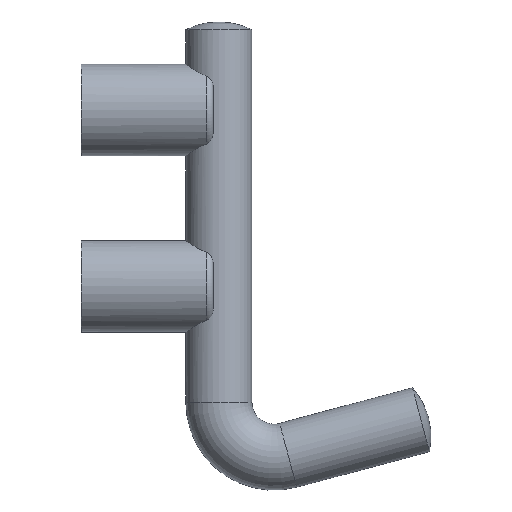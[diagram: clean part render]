
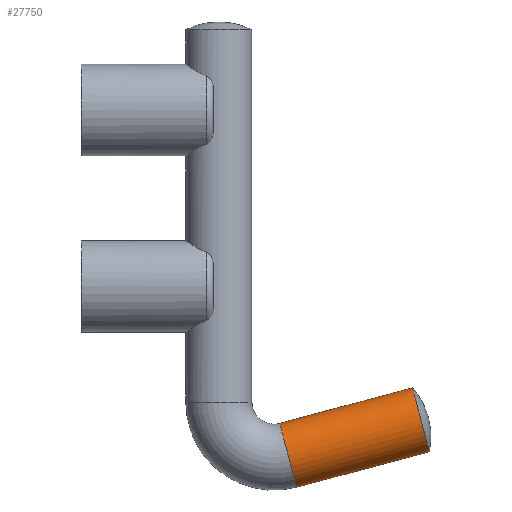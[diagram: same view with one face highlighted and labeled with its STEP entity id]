
A CAD part, top view. The second image highlights one B-rep face of the part: STEP entity #27750.
In plain terms, the highlighted cylindrical face has radius 6 mm (diameter 12 mm), a partial arc.
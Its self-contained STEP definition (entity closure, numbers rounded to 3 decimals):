
#24100=CARTESIAN_POINT('',(14.141,0.545,
0.));
#24110=VERTEX_POINT('',#24100);
#24200=CARTESIAN_POINT('',(11.035,12.136,0.));
#24210=VERTEX_POINT('',#24200);
#24240=CARTESIAN_POINT('',(12.588,6.341,0.));
#24250=DIRECTION('',(-0.966,-0.259,-0.));
#24260=DIRECTION('',(-0.259,0.966,0.));
#24270=AXIS2_PLACEMENT_3D('',#24240,#24250,#24260);
#24280=CIRCLE('',#24270,6.);
#24290=EDGE_CURVE('',#24110,#24210,#24280,.T.);
#27440=CARTESIAN_POINT('',(12.588,6.341,0.));
#27450=DIRECTION('',(-0.966,-0.259,-0.));
#27460=DIRECTION('',(-0.259,0.966,0.));
#27470=AXIS2_PLACEMENT_3D('',#27440,#27450,#27460);
#27480=CYLINDRICAL_SURFACE('',#27470,6.);
#27490=CARTESIAN_POINT('',(14.141,0.545,
0.));
#27500=DIRECTION('',(-0.966,-0.259,-0.));
#27510=VECTOR('',#27500,1.);
#27520=LINE('',#27490,#27510);
#27530=CARTESIAN_POINT('',(38.234,7.001,0.));
#27540=VERTEX_POINT('',#27530);
#27550=EDGE_CURVE('',#27540,#24110,#27520,.T.);
#27560=ORIENTED_EDGE('',*,*,#27550,.F.);
#27570=ORIENTED_EDGE('',*,*,#24290,.F.);
#27580=CARTESIAN_POINT('',(11.035,12.136,0.));
#27590=DIRECTION('',(-0.966,-0.259,-0.));
#27600=VECTOR('',#27590,1.);
#27610=LINE('',#27580,#27600);
#27620=CARTESIAN_POINT('',(35.128,18.592,0.));
#27630=VERTEX_POINT('',#27620);
#27640=EDGE_CURVE('',#27630,#24210,#27610,.T.);
#27650=ORIENTED_EDGE('',*,*,#27640,.T.);
#27660=CARTESIAN_POINT('',(36.681,12.796,0.));
#27670=DIRECTION('',(-0.966,-0.259,-0.));
#27680=DIRECTION('',(-0.259,0.966,0.));
#27690=AXIS2_PLACEMENT_3D('',#27660,#27670,#27680);
#27700=CIRCLE('',#27690,6.);
#27710=EDGE_CURVE('',#27540,#27630,#27700,.T.);
#27720=ORIENTED_EDGE('',*,*,#27710,.T.);
#27730=EDGE_LOOP('',(#27720,#27650,#27570,#27560));
#27740=FACE_OUTER_BOUND('',#27730,.T.);
#27750=ADVANCED_FACE('',(#27740),#27480,.T.);
